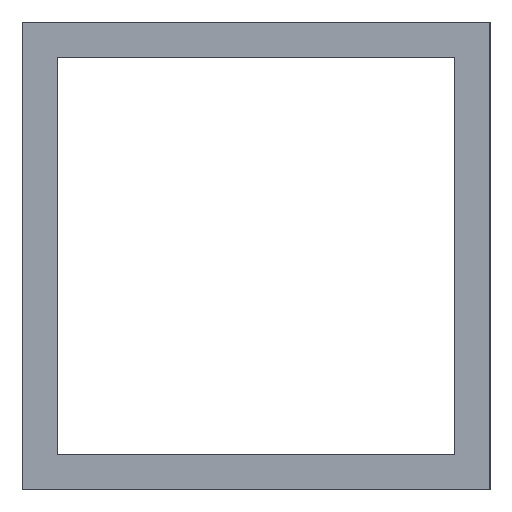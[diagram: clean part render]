
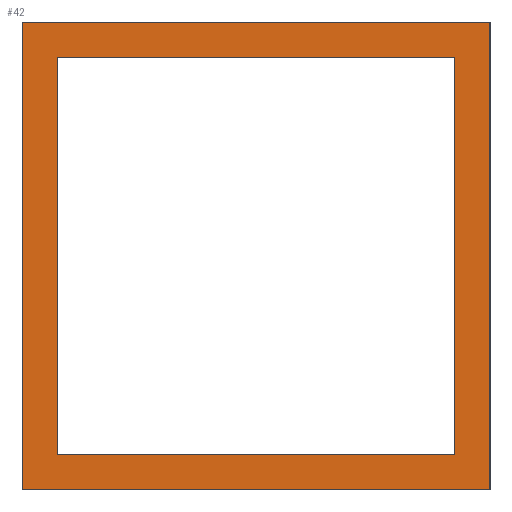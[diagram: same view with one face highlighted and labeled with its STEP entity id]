
A CAD part, left-side view. The second image highlights one B-rep face of the part: STEP entity #42.
In plain terms, the highlighted planar face has unit normal (-1, 0, 0).
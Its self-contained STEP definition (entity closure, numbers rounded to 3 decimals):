
#42 = ADVANCED_FACE( '', ( #84, #85 ), #86, .F. );
#84 = FACE_OUTER_BOUND( '', #123, .T. );
#85 = FACE_BOUND( '', #124, .T. );
#86 = PLANE( '', #125 );
#123 = EDGE_LOOP( '', ( #179, #180, #181, #182 ) );
#124 = EDGE_LOOP( '', ( #183, #184, #185, #186 ) );
#125 = AXIS2_PLACEMENT_3D( '', #187, #188, #189 );
#179 = ORIENTED_EDGE( '', *, *, #236, .F. );
#180 = ORIENTED_EDGE( '', *, *, #250, .F. );
#181 = ORIENTED_EDGE( '', *, *, #231, .F. );
#182 = ORIENTED_EDGE( '', *, *, #248, .F. );
#183 = ORIENTED_EDGE( '', *, *, #251, .T. );
#184 = ORIENTED_EDGE( '', *, *, #252, .T. );
#185 = ORIENTED_EDGE( '', *, *, #253, .T. );
#186 = ORIENTED_EDGE( '', *, *, #254, .T. );
#187 = CARTESIAN_POINT( '', ( 0., 0., 0. ) );
#188 = DIRECTION( '', ( 1., 0., 0. ) );
#189 = DIRECTION( '', ( 0., 0., -1. ) );
#231 = EDGE_CURVE( '', #265, #266, #267, .T. );
#236 = EDGE_CURVE( '', #274, #275, #276, .T. );
#248 = EDGE_CURVE( '', #275, #265, #294, .T. );
#250 = EDGE_CURVE( '', #266, #274, #296, .T. );
#251 = EDGE_CURVE( '', #297, #298, #299, .T. );
#252 = EDGE_CURVE( '', #298, #300, #301, .T. );
#253 = EDGE_CURVE( '', #300, #302, #303, .T. );
#254 = EDGE_CURVE( '', #302, #297, #304, .T. );
#265 = VERTEX_POINT( '', #315 );
#266 = VERTEX_POINT( '', #316 );
#267 = LINE( '', #317, #318 );
#274 = VERTEX_POINT( '', #328 );
#275 = VERTEX_POINT( '', #329 );
#276 = LINE( '', #330, #331 );
#294 = LINE( '', #358, #359 );
#296 = LINE( '', #361, #362 );
#297 = VERTEX_POINT( '', #363 );
#298 = VERTEX_POINT( '', #364 );
#299 = LINE( '', #365, #366 );
#300 = VERTEX_POINT( '', #367 );
#301 = LINE( '', #368, #369 );
#302 = VERTEX_POINT( '', #370 );
#303 = LINE( '', #371, #372 );
#304 = LINE( '', #373, #374 );
#315 = CARTESIAN_POINT( '', ( 0., -20., -20. ) );
#316 = CARTESIAN_POINT( '', ( 0., 20., -20. ) );
#317 = CARTESIAN_POINT( '', ( 0., -20., -20. ) );
#318 = VECTOR( '', #388, 1000. );
#328 = CARTESIAN_POINT( '', ( 0., 20., 20. ) );
#329 = CARTESIAN_POINT( '', ( 0., -20., 20. ) );
#330 = CARTESIAN_POINT( '', ( 0., 20., 20. ) );
#331 = VECTOR( '', #392, 1000. );
#358 = CARTESIAN_POINT( '', ( 0., -20., 20. ) );
#359 = VECTOR( '', #402, 1000. );
#361 = CARTESIAN_POINT( '', ( 0., 20., -20. ) );
#362 = VECTOR( '', #403, 1000. );
#363 = CARTESIAN_POINT( '', ( 0., 17., 17. ) );
#364 = CARTESIAN_POINT( '', ( 0., -17., 17. ) );
#365 = CARTESIAN_POINT( '', ( 0., 17., 17. ) );
#366 = VECTOR( '', #404, 1000. );
#367 = CARTESIAN_POINT( '', ( 0., -17., -17. ) );
#368 = CARTESIAN_POINT( '', ( 0., -17., 17. ) );
#369 = VECTOR( '', #405, 1000. );
#370 = CARTESIAN_POINT( '', ( 0., 17., -17. ) );
#371 = CARTESIAN_POINT( '', ( 0., -17., -17. ) );
#372 = VECTOR( '', #406, 1000. );
#373 = CARTESIAN_POINT( '', ( 0., 17., -17. ) );
#374 = VECTOR( '', #407, 1000. );
#388 = DIRECTION( '', ( 0., 1., 0. ) );
#392 = DIRECTION( '', ( 0., -1., 0. ) );
#402 = DIRECTION( '', ( 0., 0., -1. ) );
#403 = DIRECTION( '', ( 0., 0., 1. ) );
#404 = DIRECTION( '', ( 0., -1., 0. ) );
#405 = DIRECTION( '', ( 0., 0., -1. ) );
#406 = DIRECTION( '', ( 0., 1., 0. ) );
#407 = DIRECTION( '', ( 0., 0., 1. ) );
